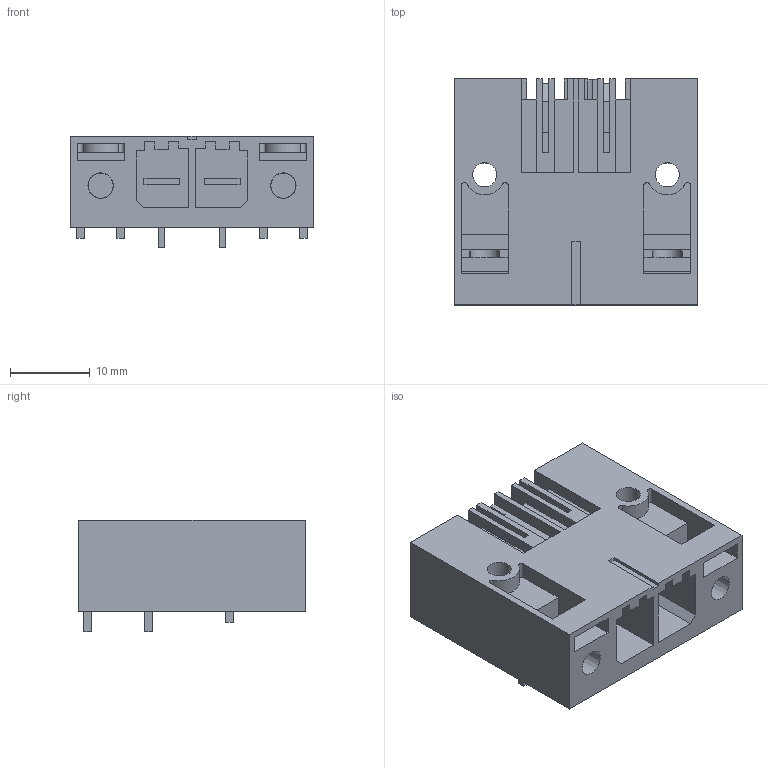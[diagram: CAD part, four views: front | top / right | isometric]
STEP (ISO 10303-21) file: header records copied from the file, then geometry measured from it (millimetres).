
FILE_DESCRIPTION(('CATIA V5 STEP','CAx-IF Rec.Pracs.--- Model Styling and Organization---1.4--- 2014-01-23'),'2;1');
FILE_NAME ('190111-5_0_2499640000_2499640000.stp','2023-09-25T08:21:07+00:00',('none'),('Weidmueller'),'CATIA Version 5-6 Release 2016 SP3 HF44','CATIA V5 STEP AP214','none');
FILE_SCHEMA(('AUTOMOTIVE_DESIGN { 1 0 10303 214 1 1 1 1 }'));
Length unit declared in the file: millimetre
Products named in the file (1): 2499640000
Bounding box: 30.48 x 28.3 x 14 mm (x, y, z)
Volume: 6072.3 mm3; surface area: 6844.5 mm2
Topology: 7 solids, 7 shells, 328 faces, 934 edges, 631 vertices
Faces by surface type: plane 300, cylinder 24, cone 4
Entity records: 10193 total; most frequent: CARTESIAN_POINT 1900, ORIENTED_EDGE 1868, DIRECTION 1414, EDGE_CURVE 934, VECTOR 866, LINE 866, VERTEX_POINT 631, EDGE_LOOP 355
